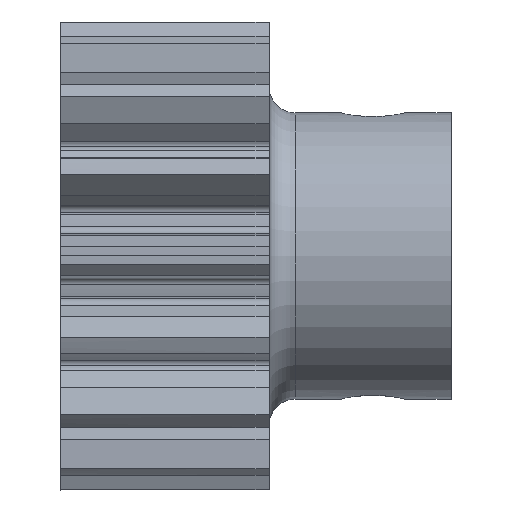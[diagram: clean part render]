
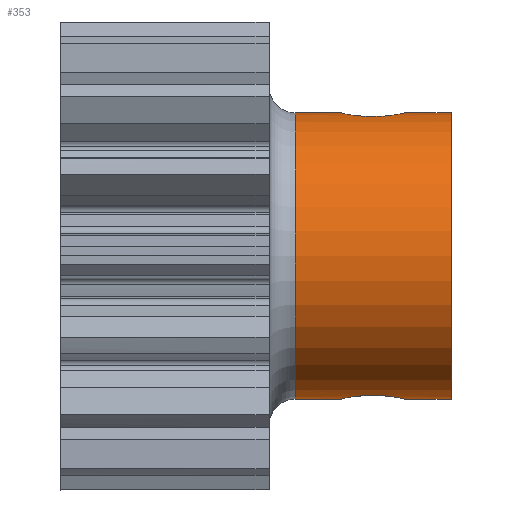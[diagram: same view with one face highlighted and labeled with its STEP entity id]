
A CAD part, top view. The second image highlights one B-rep face of the part: STEP entity #353.
In plain terms, the highlighted cylindrical face has radius 5.5 mm (diameter 11 mm), a partial arc.
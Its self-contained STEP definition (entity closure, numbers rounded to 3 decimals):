
#61=CARTESIAN_POINT('Vertex',(17.921,5.468,0.589)) ;
#67=CARTESIAN_POINT('Control Point',(17.921,5.468,0.589)) ;
#68=CARTESIAN_POINT('Control Point',(18.072,5.439,0.865)) ;
#69=CARTESIAN_POINT('Control Point',(18.31,5.397,1.092)) ;
#70=CARTESIAN_POINT('Control Point',(18.617,5.359,1.235)) ;
#71=CARTESIAN_POINT('Control Point',(19.299,5.345,1.303)) ;
#72=CARTESIAN_POINT('Control Point',(19.887,5.422,0.951)) ;
#73=CARTESIAN_POINT('Control Point',(20.115,5.474,0.672)) ;
#74=CARTESIAN_POINT('Control Point',(20.23,5.5,0.336)) ;
#75=CARTESIAN_POINT('Control Point',(20.23,5.5,0.)) ;
#76=CARTESIAN_POINT('Vertex',(20.23,5.5,0.)) ;
#242=CARTESIAN_POINT('Vertex',(17.771,5.5,0.)) ;
#246=CARTESIAN_POINT('Control Point',(17.921,5.468,0.589)) ;
#247=CARTESIAN_POINT('Control Point',(17.823,5.488,0.41)) ;
#248=CARTESIAN_POINT('Control Point',(17.771,5.5,0.205)) ;
#249=CARTESIAN_POINT('Control Point',(17.771,5.5,0.)) ;
#266=CARTESIAN_POINT('Axis2P3D Location',(18.5,0.,0.)) ;
#271=CARTESIAN_POINT('Line Origine',(18.5,5.5,0.)) ;
#275=CARTESIAN_POINT('Vertex',(16.,5.5,0.)) ;
#278=CARTESIAN_POINT('Axis2P3D Location',(16.,0.,0.)) ;
#282=CARTESIAN_POINT('Vertex',(16.,-5.5,0.)) ;
#285=CARTESIAN_POINT('Line Origine',(18.5,-5.5,0.)) ;
#289=CARTESIAN_POINT('Vertex',(17.771,-5.5,0.)) ;
#293=CARTESIAN_POINT('Control Point',(17.921,-5.468,0.589)) ;
#294=CARTESIAN_POINT('Control Point',(17.823,-5.488,0.41)) ;
#295=CARTESIAN_POINT('Control Point',(17.771,-5.5,0.205)) ;
#296=CARTESIAN_POINT('Control Point',(17.771,-5.5,0.)) ;
#297=CARTESIAN_POINT('Vertex',(17.921,-5.468,0.589)) ;
#301=CARTESIAN_POINT('Control Point',(20.079,-5.468,0.589)) ;
#302=CARTESIAN_POINT('Control Point',(19.928,-5.439,0.865)) ;
#303=CARTESIAN_POINT('Control Point',(19.69,-5.397,1.092)) ;
#304=CARTESIAN_POINT('Control Point',(19.383,-5.359,1.235)) ;
#305=CARTESIAN_POINT('Control Point',(18.83,-5.348,1.291)) ;
#306=CARTESIAN_POINT('Control Point',(18.338,-5.396,1.069)) ;
#307=CARTESIAN_POINT('Control Point',(18.164,-5.423,0.939)) ;
#308=CARTESIAN_POINT('Control Point',(18.023,-5.448,0.775)) ;
#309=CARTESIAN_POINT('Control Point',(17.921,-5.468,0.589)) ;
#310=CARTESIAN_POINT('Vertex',(20.079,-5.468,0.589)) ;
#314=CARTESIAN_POINT('Control Point',(20.079,-5.468,0.589)) ;
#315=CARTESIAN_POINT('Control Point',(20.177,-5.488,0.41)) ;
#316=CARTESIAN_POINT('Control Point',(20.23,-5.5,0.205)) ;
#317=CARTESIAN_POINT('Control Point',(20.23,-5.5,0.)) ;
#318=CARTESIAN_POINT('Vertex',(20.23,-5.5,0.)) ;
#321=CARTESIAN_POINT('Line Origine',(18.5,-5.5,0.)) ;
#325=CARTESIAN_POINT('Vertex',(22.,-5.5,0.)) ;
#328=CARTESIAN_POINT('Axis2P3D Location',(22.,0.,0.)) ;
#332=CARTESIAN_POINT('Vertex',(22.,5.5,0.)) ;
#335=CARTESIAN_POINT('Line Origine',(18.5,5.5,0.)) ;
#267=DIRECTION('Axis2P3D Direction',(1.,0.,-0.)) ;
#268=DIRECTION('Axis2P3D XDirection',(0.,1.,0.)) ;
#272=DIRECTION('Vector Direction',(1.,0.,0.)) ;
#279=DIRECTION('Axis2P3D Direction',(1.,0.,-0.)) ;
#286=DIRECTION('Vector Direction',(1.,0.,0.)) ;
#322=DIRECTION('Vector Direction',(1.,0.,0.)) ;
#329=DIRECTION('Axis2P3D Direction',(1.,0.,-0.)) ;
#336=DIRECTION('Vector Direction',(1.,0.,0.)) ;
#269=AXIS2_PLACEMENT_3D('Cylinder Axis2P3D',#266,#267,#268) ;
#280=AXIS2_PLACEMENT_3D('Circle Axis2P3D',#278,#279,$) ;
#330=AXIS2_PLACEMENT_3D('Circle Axis2P3D',#328,#329,$) ;
#341=ORIENTED_EDGE('',*,*,#277,.T.) ;
#342=ORIENTED_EDGE('',*,*,#284,.F.) ;
#343=ORIENTED_EDGE('',*,*,#291,.F.) ;
#344=ORIENTED_EDGE('',*,*,#299,.F.) ;
#345=ORIENTED_EDGE('',*,*,#312,.F.) ;
#346=ORIENTED_EDGE('',*,*,#320,.T.) ;
#347=ORIENTED_EDGE('',*,*,#327,.F.) ;
#348=ORIENTED_EDGE('',*,*,#334,.F.) ;
#349=ORIENTED_EDGE('',*,*,#339,.T.) ;
#350=ORIENTED_EDGE('',*,*,#78,.F.) ;
#351=ORIENTED_EDGE('',*,*,#250,.T.) ;
#273=VECTOR('Line Direction',#272,1.) ;
#287=VECTOR('Line Direction',#286,1.) ;
#323=VECTOR('Line Direction',#322,1.) ;
#337=VECTOR('Line Direction',#336,1.) ;
#353=ADVANCED_FACE('_22400-0110150016',(#352),#270,.T.) ;
#66=B_SPLINE_CURVE_WITH_KNOTS('',5,(#67,#68,#69,#70,#71,#72,#73,#74,#75),.UNSPECIFIED.,.F.,.U.,(6,3,6),(0.,2.234,4.609),.UNSPECIFIED.) ;
#245=B_SPLINE_CURVE_WITH_KNOTS('',3,(#246,#247,#248,#249),.UNSPECIFIED.,.F.,.U.,(4,4),(0.,0.871),.UNSPECIFIED.) ;
#292=B_SPLINE_CURVE_WITH_KNOTS('',3,(#293,#294,#295,#296),.UNSPECIFIED.,.F.,.U.,(4,4),(3.738,4.609),.UNSPECIFIED.) ;
#300=B_SPLINE_CURVE_WITH_KNOTS('',5,(#301,#302,#303,#304,#305,#306,#307,#308,#309),.UNSPECIFIED.,.F.,.U.,(6,3,6),(0.,2.234,3.738),.UNSPECIFIED.) ;
#313=B_SPLINE_CURVE_WITH_KNOTS('',3,(#314,#315,#316,#317),.UNSPECIFIED.,.F.,.U.,(4,4),(0.,0.871),.UNSPECIFIED.) ;
#281=CIRCLE('generated circle',#280,5.5) ;
#331=CIRCLE('generated circle',#330,5.5) ;
#270=CYLINDRICAL_SURFACE('generated cylinder',#269,5.5) ;
#78=EDGE_CURVE('',#62,#77,#66,.T.) ;
#250=EDGE_CURVE('',#62,#243,#245,.T.) ;
#277=EDGE_CURVE('',#243,#276,#274,.F.) ;
#284=EDGE_CURVE('',#283,#276,#281,.F.) ;
#291=EDGE_CURVE('',#290,#283,#288,.F.) ;
#299=EDGE_CURVE('',#298,#290,#292,.T.) ;
#312=EDGE_CURVE('',#311,#298,#300,.T.) ;
#320=EDGE_CURVE('',#311,#319,#313,.T.) ;
#327=EDGE_CURVE('',#326,#319,#324,.F.) ;
#334=EDGE_CURVE('',#333,#326,#331,.T.) ;
#339=EDGE_CURVE('',#333,#77,#338,.F.) ;
#340=EDGE_LOOP('',(#341,#342,#343,#344,#345,#346,#347,#348,#349,#350,#351)) ;
#352=FACE_OUTER_BOUND('',#340,.T.) ;
#274=LINE('Line',#271,#273) ;
#288=LINE('Line',#285,#287) ;
#324=LINE('Line',#321,#323) ;
#338=LINE('Line',#335,#337) ;
#62=VERTEX_POINT('',#61) ;
#77=VERTEX_POINT('',#76) ;
#243=VERTEX_POINT('',#242) ;
#276=VERTEX_POINT('',#275) ;
#283=VERTEX_POINT('',#282) ;
#290=VERTEX_POINT('',#289) ;
#298=VERTEX_POINT('',#297) ;
#311=VERTEX_POINT('',#310) ;
#319=VERTEX_POINT('',#318) ;
#326=VERTEX_POINT('',#325) ;
#333=VERTEX_POINT('',#332) ;
